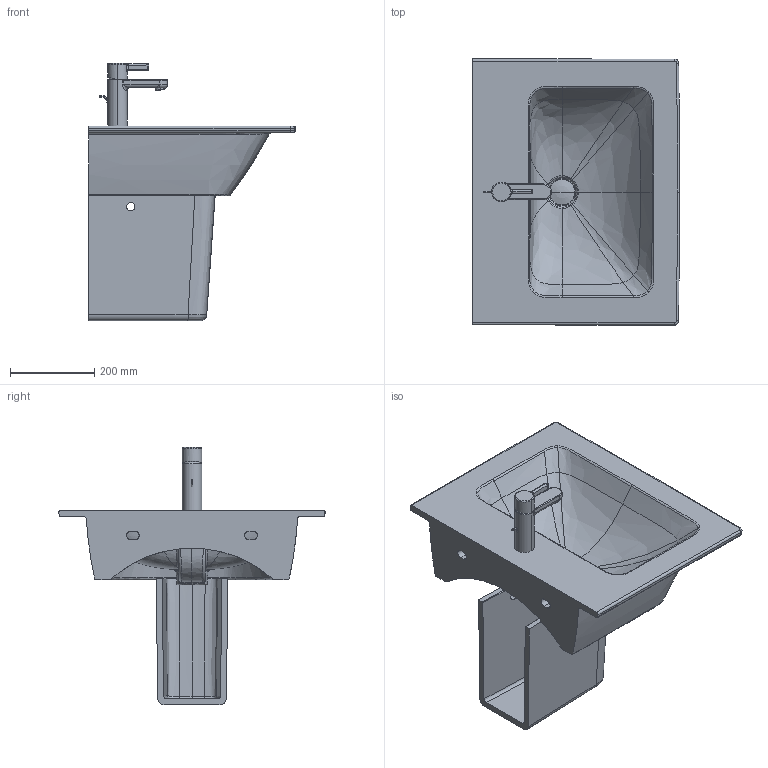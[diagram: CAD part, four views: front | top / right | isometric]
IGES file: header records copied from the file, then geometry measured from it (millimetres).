
Global section: file name: No Iges File Name specified; native system: Autodesk Inventor 2011; preprocessor: AutoDesk Inventor Iges Exporter R2011; author: Administrator; date: 20150910.183622; units: millimetre
Bounding box: 490.16 x 630.24 x 609.68 mm (x, y, z)
Volume: 16626394.8 mm3; surface area: 1605628.4 mm2
Topology: 8 solids, 8 shells, 412 faces, 1033 edges, 642 vertices
Faces by surface type: bspline 179, plane 84, revolution 61, cylinder 57, torus 23, cone 6, sphere 2
